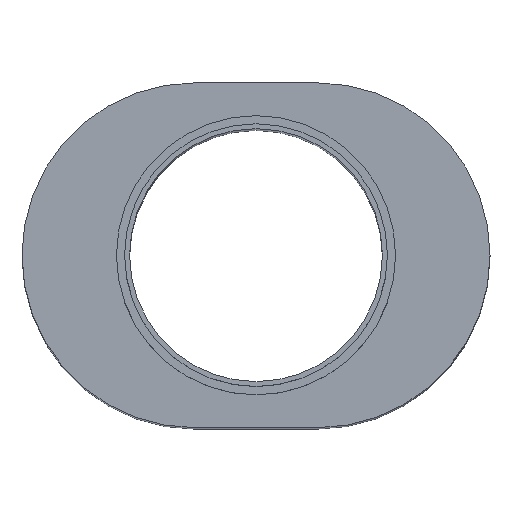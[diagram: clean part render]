
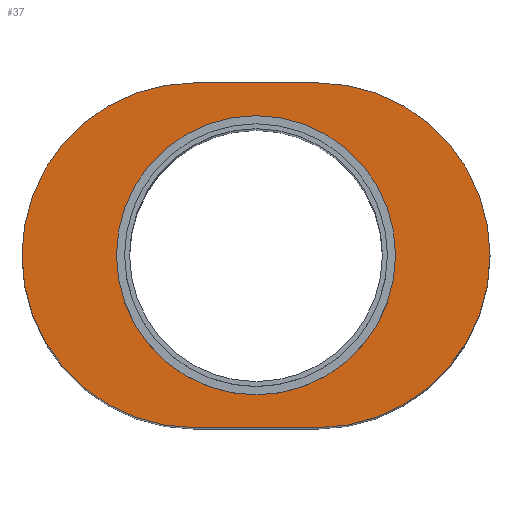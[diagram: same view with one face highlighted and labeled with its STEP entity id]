
A CAD part, top view. The second image highlights one B-rep face of the part: STEP entity #37.
In plain terms, the highlighted planar face has unit normal (0, 0, 1).
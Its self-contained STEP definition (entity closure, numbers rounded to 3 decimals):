
#2 = DIRECTION ( 'NONE',  ( 1., 0., 0. ) ) ;
#20 = EDGE_LOOP ( 'NONE', ( #609, #513, #188, #498, #148 ) ) ;
#24 = CIRCLE ( 'NONE', #76, 85. ) ;
#37 = ADVANCED_FACE ( 'NONE', ( #158, #272 ), #405, .T. ) ;
#50 = CARTESIAN_POINT ( 'NONE',  ( -37.5, 0., 250. ) ) ;
#69 = AXIS2_PLACEMENT_3D ( 'NONE', #175, #529, #235 ) ;
#76 = AXIS2_PLACEMENT_3D ( 'NONE', #381, #84, #432 ) ;
#84 = DIRECTION ( 'NONE',  ( 0., 0., -1. ) ) ;
#95 = VERTEX_POINT ( 'NONE', #446 ) ;
#97 = DIRECTION ( 'NONE',  ( 0., 0., 1. ) ) ;
#99 = DIRECTION ( 'NONE',  ( 1., 0., 0. ) ) ;
#103 = VERTEX_POINT ( 'NONE', #207 ) ;
#123 = CARTESIAN_POINT ( 'NONE',  ( 37.5, 105., 250. ) ) ;
#148 = ORIENTED_EDGE ( 'NONE', *, *, #550, .T. ) ;
#158 = FACE_OUTER_BOUND ( 'NONE', #20, .T. ) ;
#171 = CARTESIAN_POINT ( 'NONE',  ( -37.5, 105., 250. ) ) ;
#175 = CARTESIAN_POINT ( 'NONE',  ( 37.5, 0., 250. ) ) ;
#188 = ORIENTED_EDGE ( 'NONE', *, *, #559, .T. ) ;
#191 = CARTESIAN_POINT ( 'NONE',  ( 0., 0., 250. ) ) ;
#207 = CARTESIAN_POINT ( 'NONE',  ( -37.5, -105., 250. ) ) ;
#229 = DIRECTION ( 'NONE',  ( -1., 0., 0. ) ) ;
#234 = AXIS2_PLACEMENT_3D ( 'NONE', #191, #543, #248 ) ;
#235 = DIRECTION ( 'NONE',  ( 1., 0., 0. ) ) ;
#242 = CIRCLE ( 'NONE', #249, 105. ) ;
#248 = DIRECTION ( 'NONE',  ( 1., 0., 0. ) ) ;
#249 = AXIS2_PLACEMENT_3D ( 'NONE', #591, #297, #2 ) ;
#269 = LINE ( 'NONE', #171, #296 ) ;
#270 = AXIS2_PLACEMENT_3D ( 'NONE', #50, #510, #556 ) ;
#272 = FACE_BOUND ( 'NONE', #407, .T. ) ;
#285 = CARTESIAN_POINT ( 'NONE',  ( -37.5, -105., 250. ) ) ;
#291 = CIRCLE ( 'NONE', #69, 105. ) ;
#296 = VECTOR ( 'NONE', #229, 1000. ) ;
#297 = DIRECTION ( 'NONE',  ( 0., 0., 1. ) ) ;
#305 = AXIS2_PLACEMENT_3D ( 'NONE', #545, #97, #99 ) ;
#339 = EDGE_CURVE ( 'NONE', #440, #95, #619, .T. ) ;
#358 = EDGE_CURVE ( 'NONE', #95, #103, #242, .T. ) ;
#361 = VERTEX_POINT ( 'NONE', #485 ) ;
#373 = CARTESIAN_POINT ( 'NONE',  ( 37.5, -105., 250. ) ) ;
#381 = CARTESIAN_POINT ( 'NONE',  ( 0., 0., 250. ) ) ;
#384 = EDGE_CURVE ( 'NONE', #635, #361, #450, .T. ) ;
#405 = PLANE ( 'NONE',  #305 ) ;
#407 = EDGE_LOOP ( 'NONE', ( #618, #516 ) ) ;
#431 = DIRECTION ( 'NONE',  ( 1., 0., 0. ) ) ;
#432 = DIRECTION ( 'NONE',  ( 1., 0., 0. ) ) ;
#440 = VERTEX_POINT ( 'NONE', #607 ) ;
#442 = CARTESIAN_POINT ( 'NONE',  ( -85., 0., 250. ) ) ;
#446 = CARTESIAN_POINT ( 'NONE',  ( -142.5, 0., 250. ) ) ;
#450 = CIRCLE ( 'NONE', #234, 85. ) ;
#462 = VECTOR ( 'NONE', #431, 1000. ) ;
#466 = VERTEX_POINT ( 'NONE', #123 ) ;
#485 = CARTESIAN_POINT ( 'NONE',  ( 85., 0., 250. ) ) ;
#498 = ORIENTED_EDGE ( 'NONE', *, *, #505, .T. ) ;
#502 = EDGE_CURVE ( 'NONE', #361, #635, #24, .T. ) ;
#505 = EDGE_CURVE ( 'NONE', #536, #466, #291, .T. ) ;
#510 = DIRECTION ( 'NONE',  ( 0., 0., 1. ) ) ;
#513 = ORIENTED_EDGE ( 'NONE', *, *, #358, .T. ) ;
#516 = ORIENTED_EDGE ( 'NONE', *, *, #502, .T. ) ;
#529 = DIRECTION ( 'NONE',  ( 0., 0., 1. ) ) ;
#536 = VERTEX_POINT ( 'NONE', #373 ) ;
#543 = DIRECTION ( 'NONE',  ( 0., 0., -1. ) ) ;
#545 = CARTESIAN_POINT ( 'NONE',  ( -37.5, 0., 250. ) ) ;
#550 = EDGE_CURVE ( 'NONE', #466, #440, #269, .T. ) ;
#556 = DIRECTION ( 'NONE',  ( 1., 0., 0. ) ) ;
#559 = EDGE_CURVE ( 'NONE', #103, #536, #597, .T. ) ;
#591 = CARTESIAN_POINT ( 'NONE',  ( -37.5, 0., 250. ) ) ;
#597 = LINE ( 'NONE', #285, #462 ) ;
#607 = CARTESIAN_POINT ( 'NONE',  ( -37.5, 105., 250. ) ) ;
#609 = ORIENTED_EDGE ( 'NONE', *, *, #339, .T. ) ;
#618 = ORIENTED_EDGE ( 'NONE', *, *, #384, .T. ) ;
#619 = CIRCLE ( 'NONE', #270, 105. ) ;
#635 = VERTEX_POINT ( 'NONE', #442 ) ;
